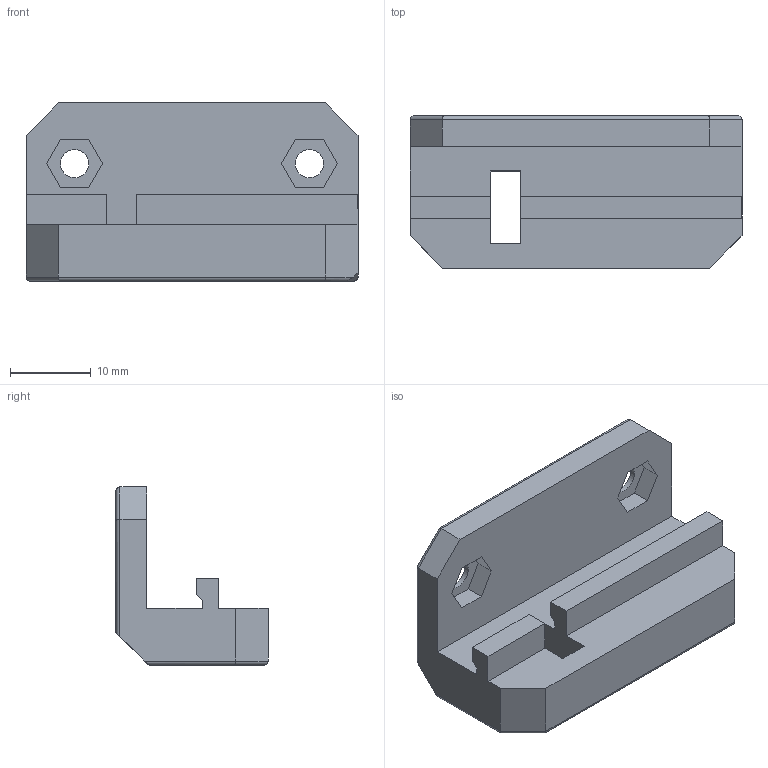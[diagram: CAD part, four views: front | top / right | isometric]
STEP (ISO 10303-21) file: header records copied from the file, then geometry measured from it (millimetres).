
FILE_DESCRIPTION (( 'STEP AP214' ), '1' );
FILE_NAME ('Servo Mount_v4.STEP', '2021-09-06T22:00:25', ( '' ), ( '' ), 'SwSTEP 2.0', 'SolidWorks 2020', '' );
FILE_SCHEMA (( 'AUTOMOTIVE_DESIGN' ));
Length unit declared in the file: millimetre
Products named in the file (1): Servo Mount_v4
Bounding box: 41 x 18.8 x 22 mm (x, y, z)
Volume: 6329.4 mm3; surface area: 4407.2 mm2
Topology: 1 solids, 1 shells, 161 faces, 447 edges, 297 vertices
Faces by surface type: plane 89, bspline 48, cylinder 24
Entity records: 5401 total; most frequent: CARTESIAN_POINT 1575, ORIENTED_EDGE 894, DIRECTION 590, EDGE_CURVE 447, VECTOR 310, LINE 310, VERTEX_POINT 297, EDGE_LOOP 178
